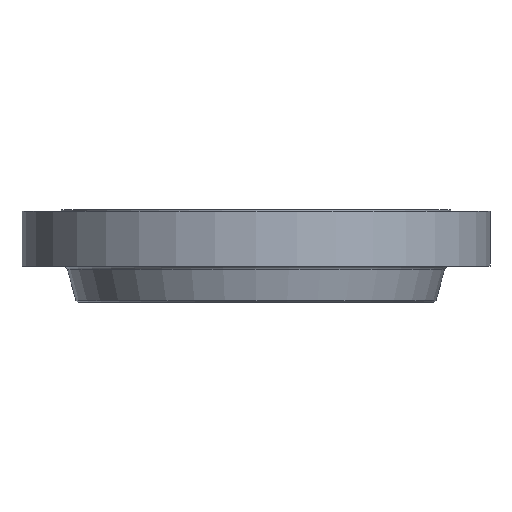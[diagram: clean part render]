
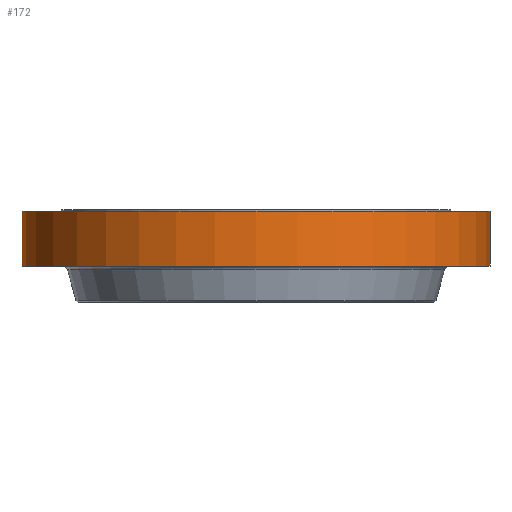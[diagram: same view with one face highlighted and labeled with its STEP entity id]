
A CAD part, front view. The second image highlights one B-rep face of the part: STEP entity #172.
In plain terms, the highlighted cylindrical face has radius 927.1 mm (diameter 1854.2 mm), a partial arc.
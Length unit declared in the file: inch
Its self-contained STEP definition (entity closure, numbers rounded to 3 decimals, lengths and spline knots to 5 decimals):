
#172 = ADVANCED_FACE ( 'NONE', ( #409 ), #381, .T. ) ;
#369 = ORIENTED_EDGE ( 'NONE', *, *, #856, .F. ) ;
#374 = AXIS2_PLACEMENT_3D ( 'NONE', #2497, #715, #2282 ) ;
#381 = CYLINDRICAL_SURFACE ( 'NONE', #2589, 36.5 ) ;
#409 = FACE_OUTER_BOUND ( 'NONE', #1211, .T. ) ;
#438 = DIRECTION ( 'NONE',  ( 1., 0., 0. ) ) ;
#479 = ORIENTED_EDGE ( 'NONE', *, *, #594, .F. ) ;
#546 = CARTESIAN_POINT ( 'NONE',  ( -36.5, 0., 0. ) ) ;
#594 = EDGE_CURVE ( 'NONE', #1331, #1284, #989, .T. ) ;
#606 = CARTESIAN_POINT ( 'NONE',  ( 36.5, 0., -8.8125 ) ) ;
#661 = CARTESIAN_POINT ( 'NONE',  ( -36.5, 0., -0.25 ) ) ;
#715 = DIRECTION ( 'NONE',  ( 0., 0., 1. ) ) ;
#756 = LINE ( 'NONE', #1642, #2556 ) ;
#757 = ORIENTED_EDGE ( 'NONE', *, *, #2795, .T. ) ;
#758 = CARTESIAN_POINT ( 'NONE',  ( -36.5, 0., -8.8125 ) ) ;
#800 = ORIENTED_EDGE ( 'NONE', *, *, #2845, .T. ) ;
#856 = EDGE_CURVE ( 'NONE', #1284, #2529, #2037, .T. ) ;
#989 = LINE ( 'NONE', #546, #1759 ) ;
#1017 = DIRECTION ( 'NONE',  ( 0., 0., 1. ) ) ;
#1042 = CARTESIAN_POINT ( 'NONE',  ( 0., 0., 0. ) ) ;
#1065 = VERTEX_POINT ( 'NONE', #606 ) ;
#1211 = EDGE_LOOP ( 'NONE', ( #479, #757, #800, #369 ) ) ;
#1284 = VERTEX_POINT ( 'NONE', #661 ) ;
#1314 = DIRECTION ( 'NONE',  ( 0., 0., 1. ) ) ;
#1331 = VERTEX_POINT ( 'NONE', #758 ) ;
#1396 = CARTESIAN_POINT ( 'NONE',  ( 36.5, 0., -0.25 ) ) ;
#1426 = AXIS2_PLACEMENT_3D ( 'NONE', #1758, #2220, #438 ) ;
#1593 = DIRECTION ( 'NONE',  ( 0., 0., 1. ) ) ;
#1624 = CIRCLE ( 'NONE', #374, 36.5 ) ;
#1642 = CARTESIAN_POINT ( 'NONE',  ( 36.5, 0., 0. ) ) ;
#1758 = CARTESIAN_POINT ( 'NONE',  ( 0., 0., -0.25 ) ) ;
#1759 = VECTOR ( 'NONE', #1017, 39.37008 ) ;
#1981 = DIRECTION ( 'NONE',  ( 1., 0., 0. ) ) ;
#2037 = CIRCLE ( 'NONE', #1426, 36.5 ) ;
#2220 = DIRECTION ( 'NONE',  ( 0., 0., 1. ) ) ;
#2282 = DIRECTION ( 'NONE',  ( 1., 0., 0. ) ) ;
#2497 = CARTESIAN_POINT ( 'NONE',  ( 0., 0., -8.8125 ) ) ;
#2529 = VERTEX_POINT ( 'NONE', #1396 ) ;
#2556 = VECTOR ( 'NONE', #1593, 39.37008 ) ;
#2589 = AXIS2_PLACEMENT_3D ( 'NONE', #1042, #1314, #1981 ) ;
#2795 = EDGE_CURVE ( 'NONE', #1331, #1065, #1624, .T. ) ;
#2845 = EDGE_CURVE ( 'NONE', #1065, #2529, #756, .T. ) ;
